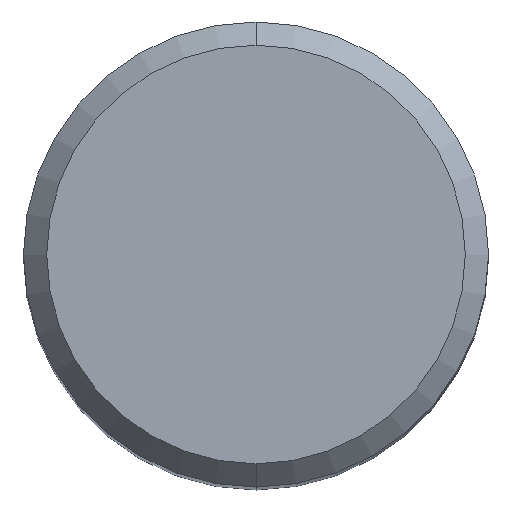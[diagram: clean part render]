
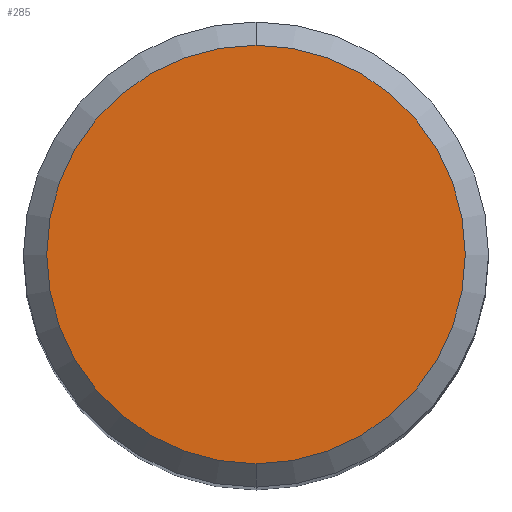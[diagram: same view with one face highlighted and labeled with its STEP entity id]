
A CAD part, top view. The second image highlights one B-rep face of the part: STEP entity #285.
In plain terms, the highlighted planar face has unit normal (0, 0, 1).
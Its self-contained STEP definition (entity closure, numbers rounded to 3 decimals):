
#201=VERTEX_POINT('',#495);
#243=VERTEX_POINT('',#539);
#285=ADVANCED_FACE('',(#584),#585,.T.);
#345=EDGE_CURVE('',#243,#201,#650,.T.);
#439=EDGE_CURVE('',#201,#243,#758,.T.);
#495=CARTESIAN_POINT('',(0.0,5.4,0.0));
#539=CARTESIAN_POINT('',(0.,-5.4,0.0));
#584=FACE_OUTER_BOUND('',#1004,.T.);
#585=PLANE('',#1005);
#650=CIRCLE('',#1188,5.4);
#758=CIRCLE('',#1441,5.4);
#1004=EDGE_LOOP('',(#1555,#1556));
#1005=AXIS2_PLACEMENT_3D('',#1557,#1558,#1559);
#1188=AXIS2_PLACEMENT_3D('',#1620,#1621,#1622);
#1441=AXIS2_PLACEMENT_3D('',#1776,#1777,#1778);
#1555=ORIENTED_EDGE('',*,*,#439,.F.);
#1556=ORIENTED_EDGE('',*,*,#345,.F.);
#1557=CARTESIAN_POINT('',(0.0,2.7,0.0));
#1558=DIRECTION('',(-0.0,0.0,1.0));
#1559=DIRECTION('',(0.0,-1.0,0.0));
#1620=CARTESIAN_POINT('',(0.0,0.0,0.0));
#1621=DIRECTION('',(0.0,0.0,-1.0));
#1622=DIRECTION('',(0.0,1.0,0.0));
#1776=CARTESIAN_POINT('',(0.0,0.0,0.0));
#1777=DIRECTION('',(0.0,0.0,-1.0));
#1778=DIRECTION('',(0.0,1.0,0.0));
